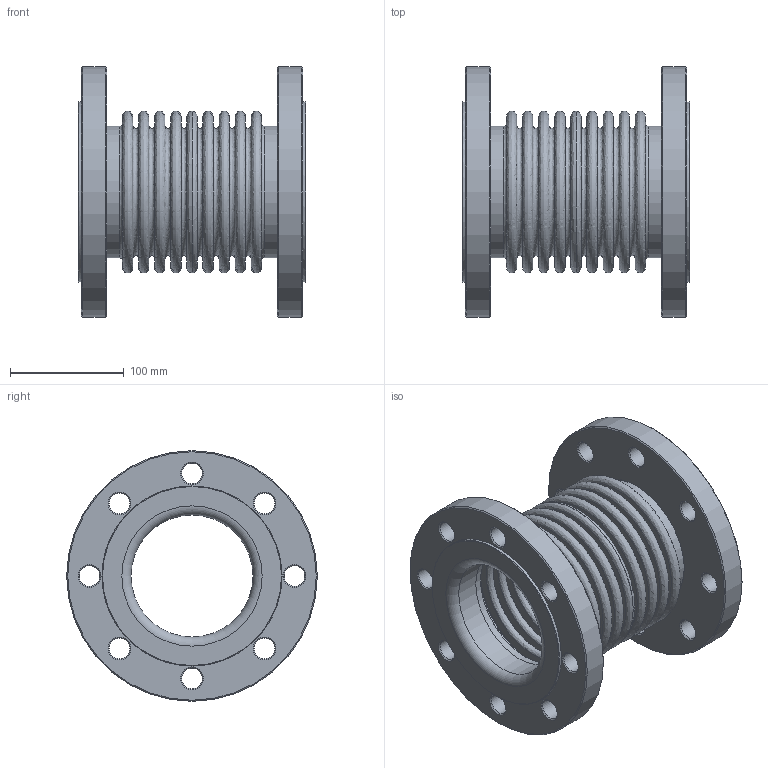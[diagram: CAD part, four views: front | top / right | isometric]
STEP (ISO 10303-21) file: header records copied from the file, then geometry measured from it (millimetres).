
FILE_DESCRIPTION(('HOOPS Exchange Step'),'2;1');
FILE_NAME('KP0500_DN100.stp','2025-11-03T14:15:14+01:00',('nieru'),('Unknown organisation'),'HOOPS Exchange 2024.2','HOOPS Exchange','Unknown authorisation');
FILE_SCHEMA( ('AP203_CONFIGURATION_CONTROLLED_3D_DESIGN_OF_MECHANICAL_PARTS_AND_ASSEMBLIES_MIM_LF') );
Length unit declared in the file: millimetre
Products named in the file (2): 0; root
Assembly tree (1 placements, depth 2):
  root
    0
Bounding box: 200 x 220 x 220 mm (x, y, z)
Volume: 1097377.5 mm3; surface area: 520621 mm2
Topology: 2 solids, 4 shells, 168 faces, 438 edges, 318 vertices
Faces by surface type: plane 48, cone 46, bspline 38, cylinder 32, torus 4
Full cylindrical faces by diameter (mm): 18 x16, 107.1 x2, 109.967 x2, 112.967 x2, 115.207 x2, 116.807 x2, 120.283 x2, 158.001 x2, 220 x2
Entity records: 6653 total; most frequent: CARTESIAN_POINT 2248, DIRECTION 988, ORIENTED_EDGE 880, AXIS2_PLACEMENT_3D 455, EDGE_CURVE 440, CIRCLE 322, VERTEX_POINT 318, EDGE_LOOP 250
